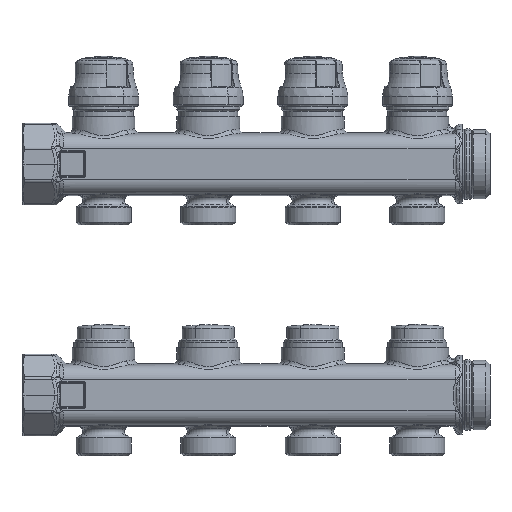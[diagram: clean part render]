
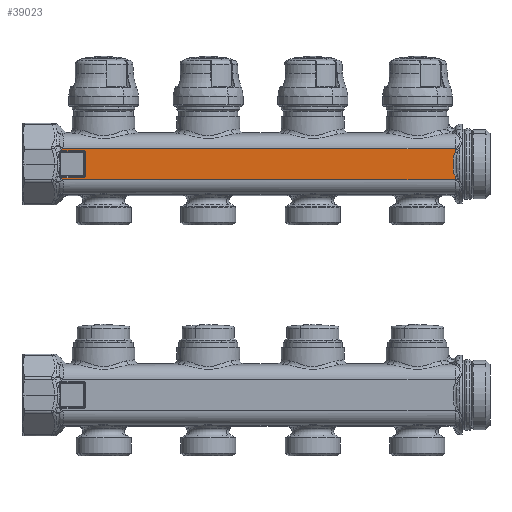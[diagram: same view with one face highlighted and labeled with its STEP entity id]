
A CAD part, front view. The second image highlights one B-rep face of the part: STEP entity #39023.
In plain terms, the highlighted planar face has unit normal (0, -1, 0).
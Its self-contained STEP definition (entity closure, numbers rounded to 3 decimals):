
#22294=CARTESIAN_POINT('Vertex',(168.,-17.5,117.762)) ;
#22416=CARTESIAN_POINT('Vertex',(-19.62,-17.5,117.762)) ;
#22419=CARTESIAN_POINT('Line Origine',(69.5,-17.5,117.762)) ;
#32395=CARTESIAN_POINT('Vertex',(168.,-17.5,116.246)) ;
#32512=CARTESIAN_POINT('Vertex',(168.,-17.5,104.466)) ;
#32685=CARTESIAN_POINT('Vertex',(-20.488,-17.5,116.722)) ;
#32857=CARTESIAN_POINT('Vertex',(-20.488,-17.5,103.99)) ;
#35591=CARTESIAN_POINT('Control Point',(-19.62,-17.5,117.762)) ;
#35592=CARTESIAN_POINT('Control Point',(-19.809,-17.5,117.547)) ;
#35593=CARTESIAN_POINT('Control Point',(-19.99,-17.5,117.336)) ;
#35594=CARTESIAN_POINT('Control Point',(-20.164,-17.5,117.128)) ;
#35595=CARTESIAN_POINT('Control Point',(-20.329,-17.5,116.924)) ;
#35596=CARTESIAN_POINT('Control Point',(-20.488,-17.5,116.722)) ;
#35620=CARTESIAN_POINT('Line Origine',(168.,-17.5,110.356)) ;
#35724=CARTESIAN_POINT('Control Point',(168.,-17.5,116.246)) ;
#35725=CARTESIAN_POINT('Control Point',(167.901,-17.5,116.027)) ;
#35726=CARTESIAN_POINT('Control Point',(167.813,-17.5,115.805)) ;
#35727=CARTESIAN_POINT('Control Point',(167.733,-17.5,115.58)) ;
#35728=CARTESIAN_POINT('Control Point',(167.561,-17.5,115.038)) ;
#35729=CARTESIAN_POINT('Control Point',(167.429,-17.5,114.491)) ;
#35730=CARTESIAN_POINT('Control Point',(167.362,-17.5,114.17)) ;
#35731=CARTESIAN_POINT('Control Point',(167.231,-17.5,113.433)) ;
#35732=CARTESIAN_POINT('Control Point',(167.143,-17.5,112.695)) ;
#35733=CARTESIAN_POINT('Control Point',(167.104,-17.5,112.277)) ;
#35734=CARTESIAN_POINT('Control Point',(167.047,-17.5,111.444)) ;
#35735=CARTESIAN_POINT('Control Point',(167.028,-17.5,110.612)) ;
#35736=CARTESIAN_POINT('Control Point',(167.027,-17.5,110.195)) ;
#35737=CARTESIAN_POINT('Control Point',(167.043,-17.5,109.364)) ;
#35738=CARTESIAN_POINT('Control Point',(167.096,-17.5,108.531)) ;
#35739=CARTESIAN_POINT('Control Point',(167.133,-17.5,108.114)) ;
#35740=CARTESIAN_POINT('Control Point',(167.212,-17.5,107.421)) ;
#35741=CARTESIAN_POINT('Control Point',(167.329,-17.5,106.728)) ;
#35742=CARTESIAN_POINT('Control Point',(167.382,-17.5,106.45)) ;
#35743=CARTESIAN_POINT('Control Point',(167.494,-17.5,105.941)) ;
#35744=CARTESIAN_POINT('Control Point',(167.637,-17.5,105.434)) ;
#35745=CARTESIAN_POINT('Control Point',(167.709,-17.5,105.203)) ;
#35746=CARTESIAN_POINT('Control Point',(167.81,-17.5,104.916)) ;
#35747=CARTESIAN_POINT('Control Point',(167.927,-17.5,104.634)) ;
#35748=CARTESIAN_POINT('Control Point',(167.95,-17.5,104.578)) ;
#35749=CARTESIAN_POINT('Control Point',(167.975,-17.5,104.522)) ;
#35750=CARTESIAN_POINT('Control Point',(168.,-17.5,104.466)) ;
#35760=CARTESIAN_POINT('Line Origine',(168.,-17.5,110.356)) ;
#35764=CARTESIAN_POINT('Vertex',(168.,-17.5,102.951)) ;
#35788=CARTESIAN_POINT('Vertex',(-9.5,-17.5,103.99)) ;
#35791=CARTESIAN_POINT('Line Origine',(73.686,-17.5,103.99)) ;
#35813=CARTESIAN_POINT('Vertex',(-8.634,-17.5,104.856)) ;
#35816=CARTESIAN_POINT('Axis2P3D Location',(-9.5,-17.5,104.856)) ;
#35838=CARTESIAN_POINT('Vertex',(-8.634,-17.5,115.856)) ;
#35841=CARTESIAN_POINT('Line Origine',(-8.634,-17.5,110.356)) ;
#35863=CARTESIAN_POINT('Vertex',(-9.5,-17.5,116.722)) ;
#35866=CARTESIAN_POINT('Axis2P3D Location',(-9.5,-17.5,115.856)) ;
#35884=CARTESIAN_POINT('Line Origine',(73.686,-17.5,116.722)) ;
#36207=CARTESIAN_POINT('Vertex',(-19.62,-17.5,102.951)) ;
#36211=CARTESIAN_POINT('Control Point',(-20.488,-17.5,103.99)) ;
#36212=CARTESIAN_POINT('Control Point',(-20.329,-17.5,103.788)) ;
#36213=CARTESIAN_POINT('Control Point',(-20.164,-17.5,103.584)) ;
#36214=CARTESIAN_POINT('Control Point',(-19.99,-17.5,103.376)) ;
#36215=CARTESIAN_POINT('Control Point',(-19.809,-17.5,103.165)) ;
#36216=CARTESIAN_POINT('Control Point',(-19.62,-17.5,102.951)) ;
#38999=CARTESIAN_POINT('Axis2P3D Location',(0.,-17.5,123.813)) ;
#39004=CARTESIAN_POINT('Line Origine',(74.19,-17.5,102.951)) ;
#22421=VECTOR('Line Direction',#22420,1.) ;
#35622=VECTOR('Line Direction',#35621,1.) ;
#35762=VECTOR('Line Direction',#35761,1.) ;
#35793=VECTOR('Line Direction',#35792,1.) ;
#35843=VECTOR('Line Direction',#35842,1.) ;
#35886=VECTOR('Line Direction',#35885,1.) ;
#39006=VECTOR('Line Direction',#39005,1.) ;
#22420=DIRECTION('Vector Direction',(-1.,0.,0.)) ;
#35621=DIRECTION('Vector Direction',(0.,0.,1.)) ;
#35761=DIRECTION('Vector Direction',(0.,0.,1.)) ;
#35792=DIRECTION('Vector Direction',(1.,0.,0.)) ;
#35817=DIRECTION('Axis2P3D Direction',(0.,-1.,-0.)) ;
#35842=DIRECTION('Vector Direction',(0.,0.,1.)) ;
#35867=DIRECTION('Axis2P3D Direction',(0.,-1.,0.)) ;
#35885=DIRECTION('Vector Direction',(-1.,0.,0.)) ;
#39000=DIRECTION('Axis2P3D Direction',(0.,1.,0.)) ;
#39001=DIRECTION('Axis2P3D XDirection',(0.,0.,-1.)) ;
#39005=DIRECTION('Vector Direction',(-1.,0.,0.)) ;
#35818=AXIS2_PLACEMENT_3D('Circle Axis2P3D',#35816,#35817,$) ;
#35868=AXIS2_PLACEMENT_3D('Circle Axis2P3D',#35866,#35867,$) ;
#39002=AXIS2_PLACEMENT_3D('Plane Axis2P3D',#38999,#39000,#39001) ;
#22422=LINE('Line',#22419,#22421) ;
#35623=LINE('Line',#35620,#35622) ;
#35763=LINE('Line',#35760,#35762) ;
#35794=LINE('Line',#35791,#35793) ;
#35844=LINE('Line',#35841,#35843) ;
#35887=LINE('Line',#35884,#35886) ;
#39007=LINE('Line',#39004,#39006) ;
#35819=CIRCLE('generated circle',#35818,0.866) ;
#35869=CIRCLE('generated circle',#35868,0.866) ;
#39003=PLANE('',#39002) ;
#22423=EDGE_CURVE('',#22295,#22417,#22422,.T.) ;
#35597=EDGE_CURVE('',#22417,#32686,#35590,.T.) ;
#35624=EDGE_CURVE('',#32396,#22295,#35623,.T.) ;
#35751=EDGE_CURVE('',#32396,#32513,#35723,.T.) ;
#35766=EDGE_CURVE('',#35765,#32513,#35763,.T.) ;
#35795=EDGE_CURVE('',#35789,#32858,#35794,.F.) ;
#35820=EDGE_CURVE('',#35814,#35789,#35819,.F.) ;
#35845=EDGE_CURVE('',#35839,#35814,#35844,.F.) ;
#35870=EDGE_CURVE('',#35864,#35839,#35869,.F.) ;
#35888=EDGE_CURVE('',#32686,#35864,#35887,.F.) ;
#36217=EDGE_CURVE('',#32858,#36208,#36210,.T.) ;
#39008=EDGE_CURVE('',#35765,#36208,#39007,.T.) ;
#39010=ORIENTED_EDGE('',*,*,#35888,.T.) ;
#39011=ORIENTED_EDGE('',*,*,#35870,.T.) ;
#39012=ORIENTED_EDGE('',*,*,#35845,.T.) ;
#39013=ORIENTED_EDGE('',*,*,#35820,.T.) ;
#39014=ORIENTED_EDGE('',*,*,#35795,.T.) ;
#39015=ORIENTED_EDGE('',*,*,#36217,.T.) ;
#39016=ORIENTED_EDGE('',*,*,#39008,.F.) ;
#39017=ORIENTED_EDGE('',*,*,#35766,.T.) ;
#39018=ORIENTED_EDGE('',*,*,#35751,.F.) ;
#39019=ORIENTED_EDGE('',*,*,#35624,.T.) ;
#39020=ORIENTED_EDGE('',*,*,#22423,.T.) ;
#39021=ORIENTED_EDGE('',*,*,#35597,.T.) ;
#39009=EDGE_LOOP('',(#39010,#39011,#39012,#39013,#39014,#39015,#39016,#39017,#39018,#39019,#39020,#39021)) ;
#22295=VERTEX_POINT('',#22294) ;
#22417=VERTEX_POINT('',#22416) ;
#32396=VERTEX_POINT('',#32395) ;
#32513=VERTEX_POINT('',#32512) ;
#32686=VERTEX_POINT('',#32685) ;
#32858=VERTEX_POINT('',#32857) ;
#35765=VERTEX_POINT('',#35764) ;
#35789=VERTEX_POINT('',#35788) ;
#35814=VERTEX_POINT('',#35813) ;
#35839=VERTEX_POINT('',#35838) ;
#35864=VERTEX_POINT('',#35863) ;
#36208=VERTEX_POINT('',#36207) ;
#39023=ADVANCED_FACE('PartBody',(#39022),#39003,.F.) ;
#35590=B_SPLINE_CURVE_WITH_KNOTS('',5,(#35591,#35592,#35593,#35594,#35595,#35596),.UNSPECIFIED.,.F.,.U.,(6,6),(24.442,31.038),.UNSPECIFIED.) ;
#35723=B_SPLINE_CURVE_WITH_KNOTS('',5,(#35724,#35725,#35726,#35727,#35728,#35729,#35730,#35731,#35732,#35733,#35734,#35735,#35736,#35737,#35738,#35739,#35740,#35741,#35742,#35743,#35744,#35745,#35746,#35747,#35748,#35749,#35750),.UNSPECIFIED.,.F.,.U.,(6,3,3,3,3,3,3,3,6),(25.575,27.09,29.216,31.978,34.737,37.495,39.332,40.882,41.267),.UNSPECIFIED.) ;
#36210=B_SPLINE_CURVE_WITH_KNOTS('',5,(#36211,#36212,#36213,#36214,#36215,#36216),.UNSPECIFIED.,.F.,.U.,(6,6),(126.578,133.171),.UNSPECIFIED.) ;
#39022=FACE_OUTER_BOUND('',#39009,.T.) ;
